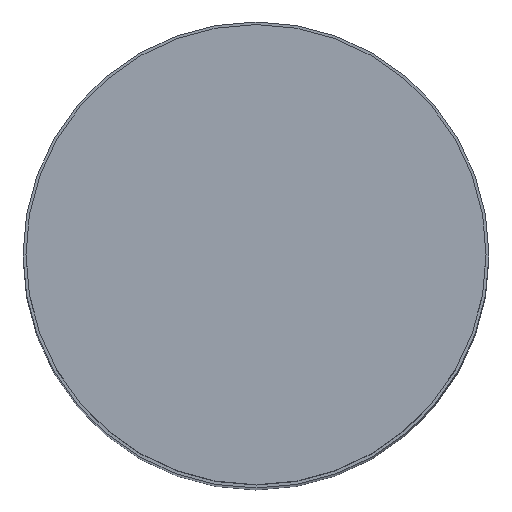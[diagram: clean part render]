
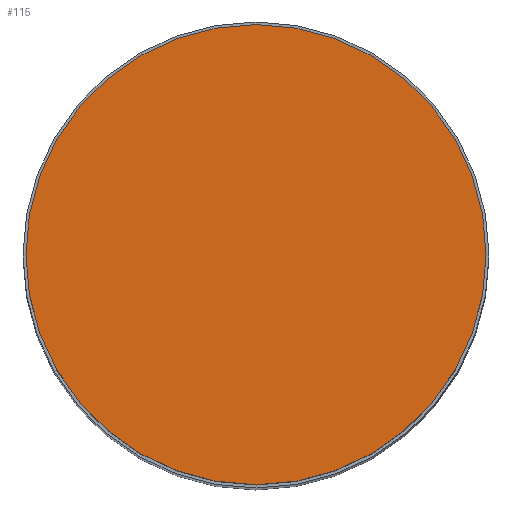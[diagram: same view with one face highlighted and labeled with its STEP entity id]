
A CAD part, top view. The second image highlights one B-rep face of the part: STEP entity #115.
In plain terms, the highlighted planar face has unit normal (0, 0, 1).
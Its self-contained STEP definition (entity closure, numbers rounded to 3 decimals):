
#22=PLANE('',#144);
#30=FACE_OUTER_BOUND('',#40,.T.);
#40=EDGE_LOOP('',(#97));
#58=CIRCLE('',#142,39.5);
#66=VERTEX_POINT('',#206);
#76=EDGE_CURVE('',#66,#66,#58,.T.);
#97=ORIENTED_EDGE('',*,*,#76,.T.);
#115=ADVANCED_FACE('',(#30),#22,.T.);
#142=AXIS2_PLACEMENT_3D('',#207,#172,#173);
#144=AXIS2_PLACEMENT_3D('',#211,#177,#178);
#172=DIRECTION('center_axis',(0.,0.,1.));
#173=DIRECTION('ref_axis',(-1.,0.,0.));
#177=DIRECTION('center_axis',(0.,0.,1.));
#178=DIRECTION('ref_axis',(-1.,0.,0.));
#206=CARTESIAN_POINT('',(39.5,0.,228.));
#207=CARTESIAN_POINT('Origin',(0.,0.,228.));
#211=CARTESIAN_POINT('Origin',(0.,0.,228.));
